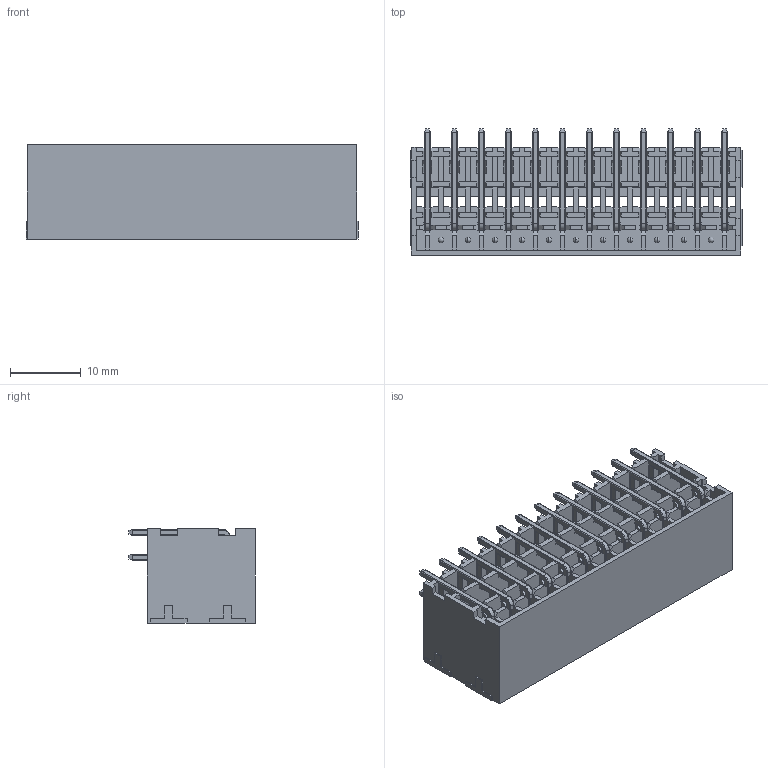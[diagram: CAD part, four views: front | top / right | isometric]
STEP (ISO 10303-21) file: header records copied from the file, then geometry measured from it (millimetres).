
FILE_DESCRIPTION( ('This file contains a STEP AP42 implementation' ,'as created by ZW3D STEP Interface translator.') ,'2;1' );
FILE_NAME( 'WJ15EDGRHB-THT-3.81-2x12P-00A.stp' ,'23 217.111833', (''), ('ZWCAD Software Co.'), 'Version 1.0', 'ZW3D to STEP translator', '' );
FILE_SCHEMA(('AUTOMOTIVE_DESIGN { 1 0 10303 214 1 1 1 1 }'));
Length unit declared in the file: millimetre
Products named in the file (2): 0; WJ15EDGRHB-3.81-2x08P
Bounding box: 46.81 x 17.8 x 13.3 mm (x, y, z)
Volume: 4091.8 mm3; surface area: 11489.3 mm2
Topology: 1 solids, 1 shells, 3136 faces, 8526 edges, 5453 vertices
Faces by surface type: plane 2402, bspline 378, cone 192, cylinder 144, sphere 20
Entity records: 107480 total; most frequent: CARTESIAN_POINT 27621, ORIENTED_EDGE 17008, DIRECTION 14468, EDGE_CURVE 8504, VECTOR 6468, LINE 6468, VERTEX_POINT 5453, AXIS2_PLACEMENT_3D 4000
